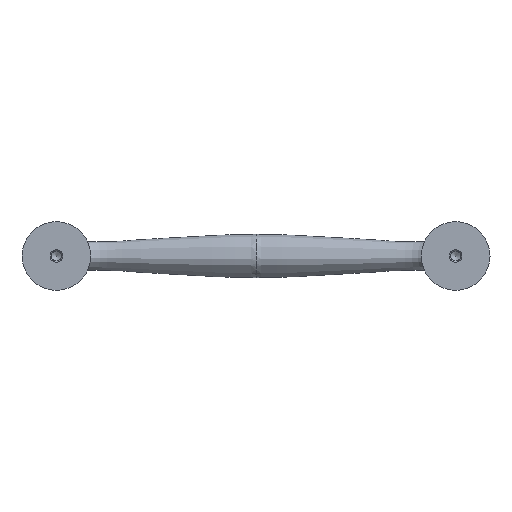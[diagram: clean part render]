
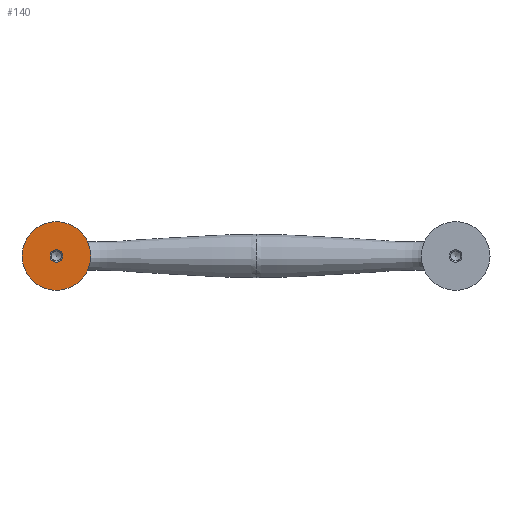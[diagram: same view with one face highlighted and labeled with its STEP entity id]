
A CAD part, front view. The second image highlights one B-rep face of the part: STEP entity #140.
In plain terms, the highlighted planar face has unit normal (0, -1, 0).
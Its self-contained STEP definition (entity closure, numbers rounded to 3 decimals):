
#19=FACE_BOUND('',#42,.T.);
#21=PLANE('',#176);
#31=FACE_OUTER_BOUND('',#41,.T.);
#41=EDGE_LOOP('',(#118));
#42=EDGE_LOOP('',(#119));
#60=CIRCLE('',#167,2.);
#65=CIRCLE('',#177,11.);
#70=VERTEX_POINT('',#230);
#76=VERTEX_POINT('',#251);
#81=EDGE_CURVE('',#70,#70,#60,.T.);
#91=EDGE_CURVE('',#76,#76,#65,.T.);
#118=ORIENTED_EDGE('',*,*,#91,.T.);
#119=ORIENTED_EDGE('',*,*,#81,.T.);
#140=ADVANCED_FACE('',(#31,#19),#21,.T.);
#167=AXIS2_PLACEMENT_3D('',#231,#190,#191);
#176=AXIS2_PLACEMENT_3D('',#250,#213,#214);
#177=AXIS2_PLACEMENT_3D('',#252,#215,#216);
#190=DIRECTION('center_axis',(0.,1.,0.));
#191=DIRECTION('ref_axis',(1.,0.,0.));
#213=DIRECTION('center_axis',(0.,-1.,0.));
#214=DIRECTION('ref_axis',(0.,0.,1.));
#215=DIRECTION('center_axis',(0.,-1.,0.));
#216=DIRECTION('ref_axis',(1.,0.,0.));
#230=CARTESIAN_POINT('',(-66.,0.,0.));
#231=CARTESIAN_POINT('Origin',(-64.,0.,0.));
#250=CARTESIAN_POINT('Origin',(-64.,0.,0.));
#251=CARTESIAN_POINT('',(-75.,0.,0.));
#252=CARTESIAN_POINT('Origin',(-64.,0.,0.));
